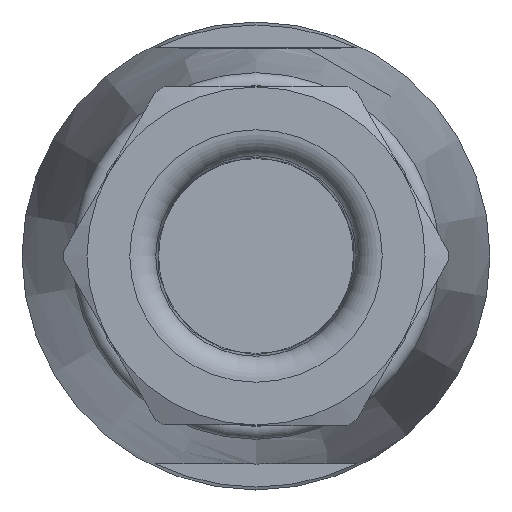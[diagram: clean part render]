
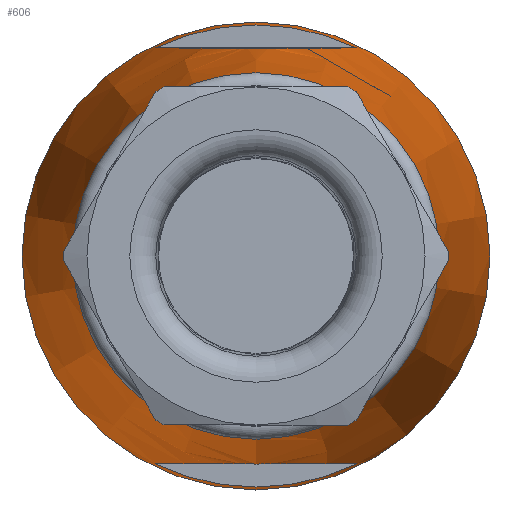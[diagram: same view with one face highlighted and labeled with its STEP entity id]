
A CAD part, left-side view. The second image highlights one B-rep face of the part: STEP entity #606.
In plain terms, the highlighted conical face has half-angle 6.52 degrees and reference radius 9 mm.
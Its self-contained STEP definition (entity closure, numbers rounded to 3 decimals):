
#425=FACE_BOUND('',#840,.T.);
#426=FACE_BOUND('',#841,.T.);
#427=FACE_BOUND('',#842,.T.);
#428=FACE_BOUND('',#843,.T.);
#528=CONICAL_SURFACE('',#1996,9.,6.52);
#606=ADVANCED_FACE('',(#425,#426,#427,#428),#528,.T.);
#840=EDGE_LOOP('',(#1383));
#841=EDGE_LOOP('',(#1384));
#842=EDGE_LOOP('',(#1385,#1386));
#843=EDGE_LOOP('',(#1387,#1388));
#1080=CIRCLE('',#1992,9.);
#1081=CIRCLE('',#1993,7.051);
#1082=CIRCLE('',#1994,8.886);
#1083=CIRCLE('',#1995,8.886);
#1383=ORIENTED_EDGE('',*,*,#1767,.T.);
#1384=ORIENTED_EDGE('',*,*,#1768,.F.);
#1385=ORIENTED_EDGE('',*,*,#1769,.T.);
#1386=ORIENTED_EDGE('',*,*,#1770,.T.);
#1387=ORIENTED_EDGE('',*,*,#1771,.F.);
#1388=ORIENTED_EDGE('',*,*,#1772,.F.);
#1585=VERTEX_POINT('',#4015);
#1586=VERTEX_POINT('',#4017);
#1587=VERTEX_POINT('',#4036);
#1588=VERTEX_POINT('',#4037);
#1589=VERTEX_POINT('',#4057);
#1590=VERTEX_POINT('',#4058);
#1767=EDGE_CURVE('',#1585,#1585,#1080,.T.);
#1768=EDGE_CURVE('',#1586,#1586,#1081,.T.);
#1769=EDGE_CURVE('',#1587,#1588,#1844,.T.);
#1770=EDGE_CURVE('',#1588,#1587,#1082,.T.);
#1771=EDGE_CURVE('',#1589,#1590,#1845,.T.);
#1772=EDGE_CURVE('',#1590,#1589,#1083,.T.);
#1844=B_SPLINE_CURVE_WITH_KNOTS('',3,(#4018,#4019,#4020,#4021,#4022,#4023,
#4024,#4025,#4026,#4027,#4028,#4029,#4030,#4031,#4032,#4033,#4034,#4035),
 .UNSPECIFIED.,.F.,.F.,(4,2,2,2,2,2,2,2,4),(0.,0.25,0.375,0.438,0.5,0.563,
0.625,0.75,1.),.UNSPECIFIED.);
#1845=B_SPLINE_CURVE_WITH_KNOTS('',3,(#4039,#4040,#4041,#4042,#4043,#4044,
#4045,#4046,#4047,#4048,#4049,#4050,#4051,#4052,#4053,#4054,#4055,#4056),
 .UNSPECIFIED.,.F.,.F.,(4,2,2,2,2,2,2,2,4),(0.,0.25,0.375,0.438,0.5,0.563,
0.625,0.75,1.),.UNSPECIFIED.);
#1992=AXIS2_PLACEMENT_3D('',#4014,#2402,#2403);
#1993=AXIS2_PLACEMENT_3D('',#4016,#2404,#2405);
#1994=AXIS2_PLACEMENT_3D('',#4038,#2406,#2407);
#1995=AXIS2_PLACEMENT_3D('',#4059,#2408,#2409);
#1996=AXIS2_PLACEMENT_3D('',#4060,#2410,#2411);
#2402=DIRECTION('',(-1.,0.,0.));
#2403=DIRECTION('',(0.,0.,-1.));
#2404=DIRECTION('',(-1.,0.,0.));
#2405=DIRECTION('',(0.,0.,-1.));
#2406=DIRECTION('',(1.,0.,0.));
#2407=DIRECTION('',(0.,-1.,0.));
#2408=DIRECTION('',(-1.,0.,0.));
#2409=DIRECTION('',(0.,1.,0.));
#2410=DIRECTION('',(1.,0.,0.));
#2411=DIRECTION('',(0.,0.,1.));
#4014=CARTESIAN_POINT('',(-0.5,0.,0.));
#4015=CARTESIAN_POINT('',(-0.5,0.,-9.));
#4016=CARTESIAN_POINT('',(-17.557,0.,0.));
#4017=CARTESIAN_POINT('',(-17.557,0.,-7.051));
#4018=CARTESIAN_POINT('',(-1.5,3.867,-8.));
#4019=CARTESIAN_POINT('',(-2.925,3.493,-8.));
#4020=CARTESIAN_POINT('',(-4.341,3.088,-8.));
#4021=CARTESIAN_POINT('',(-6.42,2.311,-8.));
#4022=CARTESIAN_POINT('',(-7.115,2.023,-8.));
#4023=CARTESIAN_POINT('',(-8.091,1.473,-8.));
#4024=CARTESIAN_POINT('',(-8.405,1.272,-8.));
#4025=CARTESIAN_POINT('',(-8.962,0.769,-8.));
#4026=CARTESIAN_POINT('',(-9.222,0.445,-8.));
#4027=CARTESIAN_POINT('',(-9.274,-0.324,-8.));
#4028=CARTESIAN_POINT('',(-9.041,-0.673,-8.));
#4029=CARTESIAN_POINT('',(-8.5,-1.203,-8.));
#4030=CARTESIAN_POINT('',(-8.18,-1.416,-8.));
#4031=CARTESIAN_POINT('',(-7.205,-1.983,-8.));
#4032=CARTESIAN_POINT('',(-6.506,-2.276,-8.));
#4033=CARTESIAN_POINT('',(-4.392,-3.074,-8.));
#4034=CARTESIAN_POINT('',(-2.95,-3.487,-8.));
#4035=CARTESIAN_POINT('',(-1.5,-3.867,-8.));
#4036=CARTESIAN_POINT('',(-1.5,3.867,-8.));
#4037=CARTESIAN_POINT('',(-1.5,-3.867,-8.));
#4038=CARTESIAN_POINT('',(-1.5,0.,0.));
#4039=CARTESIAN_POINT('',(-1.5,3.867,8.));
#4040=CARTESIAN_POINT('',(-2.925,3.493,8.));
#4041=CARTESIAN_POINT('',(-4.341,3.088,8.));
#4042=CARTESIAN_POINT('',(-6.42,2.311,8.));
#4043=CARTESIAN_POINT('',(-7.115,2.023,8.));
#4044=CARTESIAN_POINT('',(-8.091,1.473,8.));
#4045=CARTESIAN_POINT('',(-8.405,1.272,8.));
#4046=CARTESIAN_POINT('',(-8.962,0.769,8.));
#4047=CARTESIAN_POINT('',(-9.222,0.445,8.));
#4048=CARTESIAN_POINT('',(-9.274,-0.324,8.));
#4049=CARTESIAN_POINT('',(-9.041,-0.673,8.));
#4050=CARTESIAN_POINT('',(-8.5,-1.203,8.));
#4051=CARTESIAN_POINT('',(-8.18,-1.416,8.));
#4052=CARTESIAN_POINT('',(-7.205,-1.983,8.));
#4053=CARTESIAN_POINT('',(-6.506,-2.276,8.));
#4054=CARTESIAN_POINT('',(-4.392,-3.074,8.));
#4055=CARTESIAN_POINT('',(-2.95,-3.487,8.));
#4056=CARTESIAN_POINT('',(-1.5,-3.867,8.));
#4057=CARTESIAN_POINT('',(-1.5,3.867,8.));
#4058=CARTESIAN_POINT('',(-1.5,-3.867,8.));
#4059=CARTESIAN_POINT('',(-1.5,0.,0.));
#4060=CARTESIAN_POINT('',(-0.5,0.,0.));
